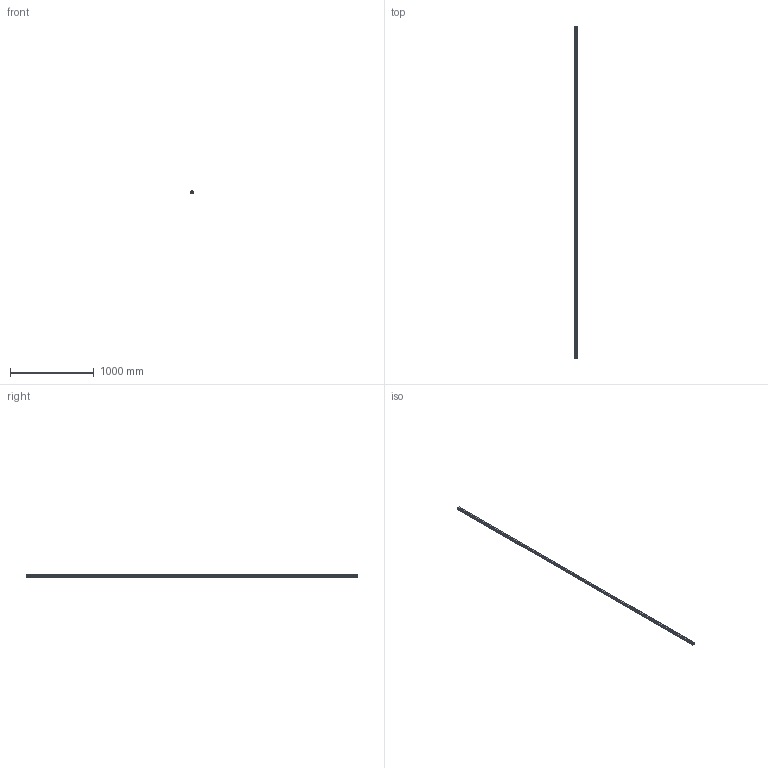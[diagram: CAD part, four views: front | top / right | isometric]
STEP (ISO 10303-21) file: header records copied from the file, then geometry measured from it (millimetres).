
FILE_DESCRIPTION(('STEP AP214'),'1');
FILE_NAME('cctmp_E8388ACC-E1DB-4FD3-859C-31F39193225A_2021_01_26_13_40_27_0020..stp','2021-01-26T12:40:27',('HIWIN GmbH'),('CADClick - www.CADClick.com'),'Spatial InterOp 3D',' ','unknown authorization');
FILE_SCHEMA(('AUTOMOTIVE_DESIGN'));
Length unit declared in the file: millimetre
Products named in the file (1): HGR30T3960C_FILE
Bounding box: 28 x 3960 x 26 mm (x, y, z)
Volume: 2401983.3 mm3; surface area: 455319.3 mm2
Topology: 1 solids, 1 shells, 315 faces, 827 edges, 468 vertices
Faces by surface type: cylinder 122, cone 100, plane 93
Entity records: 11449 total; most frequent: DIRECTION 1603, CARTESIAN_POINT 1511, ORIENTED_EDGE 1454, EDGE_CURVE 727, AXIS2_PLACEMENT_3D 560, LINE 483, VECTOR 483, VERTEX_POINT 468
